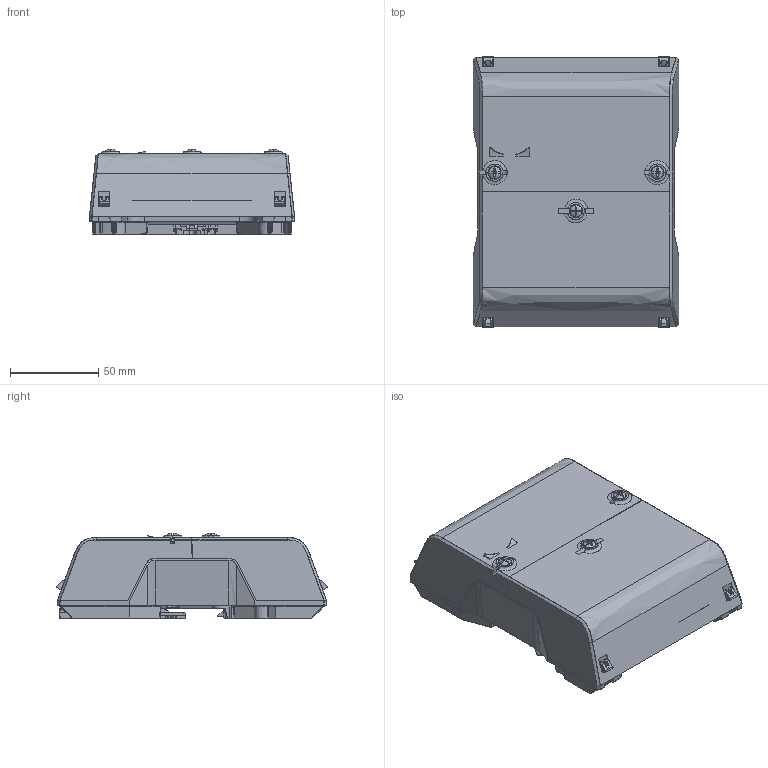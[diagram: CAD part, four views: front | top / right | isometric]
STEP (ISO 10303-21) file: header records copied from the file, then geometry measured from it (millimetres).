
FILE_DESCRIPTION (( 'STEP AP214' ), '1' );
FILE_NAME ('TE101-Ñ÷åò÷èê ýë. ýíåðãèè.STEP', '2023-04-20T06:27:40', ( '' ), ( '' ), 'SwSTEP 2.0', 'SolidWorks 2022', '' );
FILE_SCHEMA (( 'AUTOMOTIVE_DESIGN' ));
Length unit declared in the file: millimetre
Products named in the file (15): L2 Meter Threaded Bushes Assembly.STEP.STEP; 00.02.0002.122.01 ____ M5x12mm.STEP.STEP; 1F Meter-208-02 Threaded Bush 05Mar18.STEP.STEP; 7A.00.0002.224.01 1F Meter-500 Terminal Block Assembly IPS_Shunt.STEP.STEP; 1F Meter-501 Collector Case 16May18.STEP.STEP; 00.43.0001.112.03.M ______ ________IMP.STEP.STEP; 7A.00.0002.224.01 1F Meter-500 Terminal Block Assembly IPS_TT.STEP.STEP; 00.43.0001.112.04.M ______ ____SM206 5(60A) 1_1 D.R.O.G.L.STEP.STEP; 1F Meter-209 Screw_L12.STEP.STEP; 00.02.0002.121.01 1F Meter-502 Bended Collector JY115A(JY066A) 17Nov17.STEP.STEP; 00.02.0001.122.06 1F Meter-206 Optoport Plate 20Apr21_2, 1F Meter-206.STEP.STEP; L2 Meter-201 Case 25Feb19.STEP.STEP; L2 Meter-205 DIN Locker 30Apr19.STEP.STEP; L2 Meter-202 Cover 01Jul19_No Antenna.STEP.STEP; TE101-Счетчик эл. энергии
Assembly tree (33 placements, depth 3):
  TE101-Счетчик эл. энергии
    L2 Meter Threaded Bushes Assembly.STEP.STEP
      L2 Meter-201 Case 25Feb19.STEP.STEP
      1F Meter-208-02 Threaded Bush 05Mar18.STEP.STEP  x3
    7A.00.0002.224.01 1F Meter-500 Terminal Block Assembly IPS_TT.STEP.STEP
      1F Meter-501 Collector Case 16May18.STEP.STEP
      00.02.0002.121.01 1F Meter-502 Bended Collector JY115A(JY066A) 17Nov17.STEP.STEP  x4
      00.02.0002.122.01 ____ M5x12mm.STEP.STEP  x4
    7A.00.0002.224.01 1F Meter-500 Terminal Block Assembly IPS_Shunt.STEP.STEP
      1F Meter-501 Collector Case 16May18.STEP.STEP
      00.02.0002.121.01 1F Meter-502 Bended Collector JY115A(JY066A) 17Nov17.STEP.STEP  x4
      00.02.0002.122.01 ____ M5x12mm.STEP.STEP  x4
    L2 Meter-202 Cover 01Jul19_No Antenna.STEP.STEP
    00.43.0001.112.03.M ______ ________IMP.STEP.STEP
    00.43.0001.112.04.M ______ ____SM206 5(60A) 1_1 D.R.O.G.L.STEP.STEP
    L2 Meter-205 DIN Locker 30Apr19.STEP.STEP
    00.02.0001.122.06 1F Meter-206 Optoport Plate 20Apr21_2, 1F Meter-206.STEP.STEP
    1F Meter-209 Screw_L12.STEP.STEP  x3
Bounding box: 116.09 x 152.96 x 48.52 mm (x, y, z)
Volume: 208808.3 mm3; surface area: 216019.5 mm2
Topology: 36 solids, 36 shells, 7070 faces, 18820 edges, 11871 vertices
Faces by surface type: plane 3499, cylinder 1381, bspline 1271, cone 611, sphere 156, torus 152
Entity records: 234415 total; most frequent: CARTESIAN_POINT 102320, ORIENTED_EDGE 30798, DIRECTION 22355, EDGE_CURVE 15399, VERTEX_POINT 9722, LINE 9119, VECTOR 9119, AXIS2_PLACEMENT_3D 6618
